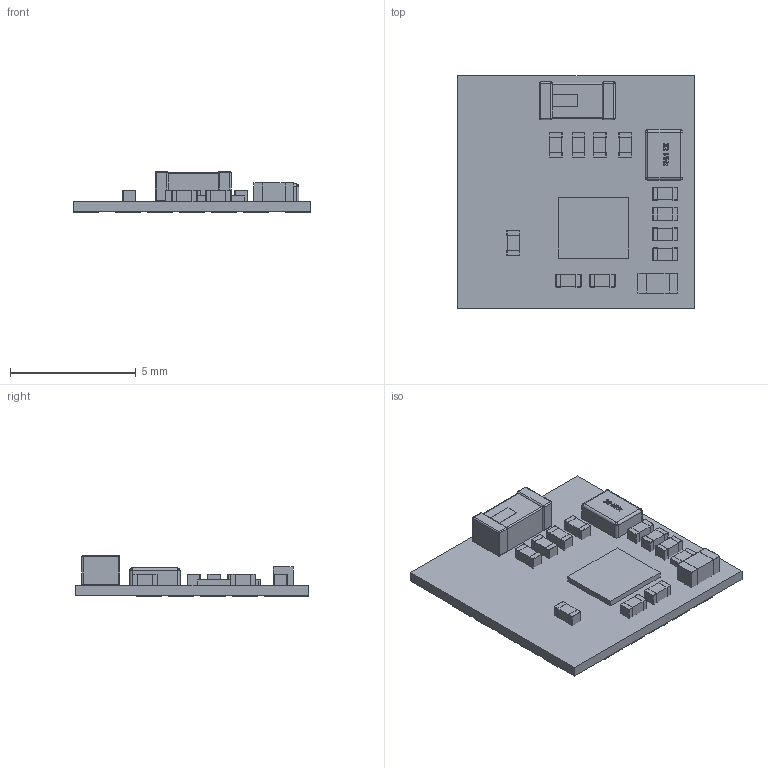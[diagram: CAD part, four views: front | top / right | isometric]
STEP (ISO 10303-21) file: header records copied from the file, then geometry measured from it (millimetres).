
FILE_DESCRIPTION(('FreeCAD Model'),'2;1');
FILE_NAME('Holyiot_TinyBLE_nRF52832.stp','2018-05-28T19:00:38',('Author'),(''), 'Open CASCADE STEP processor 6.8','FreeCAD','Unknown');
FILE_SCHEMA(('AUTOMOTIVE_DESIGN_CC2 { 1 2 10303 214 -1 1 5 4 }'));
Length unit declared in the file: millimetre
Products named in the file (22): ASSEMBLY; Cube; User_Library-Holyiot_TinyBLE_nRF52832_fixed_User_Library-SMD_CAPACITOR_
0603; User_Library-Holyiot_TinyBLE_nRF52832_fixed_User_Library-SMD_CAPACITOR_
0608; User_Library-Holyiot_TinyBLE_nRF52832_fixed_holyiot_pads004; User_Library-Holyiot_TinyBLE_nRF52832_fixed_holyiot_pads006; User_Library-Holyiot_TinyBLE_nRF52832_fixed_holyiot_pads; User_Library-Holyiot_TinyBLE_nRF52832_fixed_holyiot_pads007; User_Library-Holyiot_TinyBLE_nRF52832_fixed_holyiot_pads005; User_Library-Holyiot_TinyBLE_nRF52832_fixed_holyiot_pads001; User_Library-Holyiot_TinyBLE_nRF52832_fixed_holyiot_pads002; User_Library-Holyiot_TinyBLE_nRF52832_fixed_holyiot_pads003; User_Library-Holyiot_TinyBLE_nRF52832_fixed_holyiot_pads013; User_Library-Holyiot_TinyBLE_nRF52832_fixed_holyiot_pads011; User_Library-Holyiot_TinyBLE_nRF52832_fixed_holyiot_pads012; User_Library-Holyiot_TinyBLE_nRF52832_fixed_holyiot_pads010; User_Library-Holyiot_TinyBLE_nRF52832_fixed_Board; User_Library-Holyiot_TinyBLE_nRF52832_fixed_holyiot_pads008; User_Library-Holyiot_TinyBLE_nRF52832_fixed_holyiot_pads009; User_Library-Holyiot_TinyBLE_nRF52832_fixed_holyiot_pads014; User_Library-Holyiot_TinyBLE_nRF52832_fixed_antenna; User_Library-Holyiot_TinyBLE_nRF52832_fixed_32mhzVXCO
Assembly tree (31 placements, depth 2):
  ASSEMBLY
    Cube
    User_Library-Holyiot_TinyBLE_nRF52832_fixed_User_Library-SMD_CAPACITOR_
0603
    User_Library-Holyiot_TinyBLE_nRF52832_fixed_User_Library-SMD_CAPACITOR_
0608  x11
    User_Library-Holyiot_TinyBLE_nRF52832_fixed_holyiot_pads004
    User_Library-Holyiot_TinyBLE_nRF52832_fixed_holyiot_pads006
    User_Library-Holyiot_TinyBLE_nRF52832_fixed_holyiot_pads
    User_Library-Holyiot_TinyBLE_nRF52832_fixed_holyiot_pads007
    User_Library-Holyiot_TinyBLE_nRF52832_fixed_holyiot_pads005
    User_Library-Holyiot_TinyBLE_nRF52832_fixed_holyiot_pads001
    User_Library-Holyiot_TinyBLE_nRF52832_fixed_holyiot_pads002
    User_Library-Holyiot_TinyBLE_nRF52832_fixed_holyiot_pads003
    User_Library-Holyiot_TinyBLE_nRF52832_fixed_holyiot_pads013
    User_Library-Holyiot_TinyBLE_nRF52832_fixed_holyiot_pads011
    User_Library-Holyiot_TinyBLE_nRF52832_fixed_holyiot_pads012
    User_Library-Holyiot_TinyBLE_nRF52832_fixed_holyiot_pads010
    User_Library-Holyiot_TinyBLE_nRF52832_fixed_Board
    User_Library-Holyiot_TinyBLE_nRF52832_fixed_holyiot_pads008
    User_Library-Holyiot_TinyBLE_nRF52832_fixed_holyiot_pads009
    User_Library-Holyiot_TinyBLE_nRF52832_fixed_holyiot_pads014
    User_Library-Holyiot_TinyBLE_nRF52832_fixed_antenna
    User_Library-Holyiot_TinyBLE_nRF52832_fixed_32mhzVXCO
Bounding box: 9.4 x 9.25 x 1.64 mm (x, y, z)
Volume: 48.4 mm3; surface area: 299.9 mm2
Topology: 31 solids, 31 shells, 762 faces, 1825 edges, 1018 vertices
Faces by surface type: plane 370, cylinder 226, bspline 166
Entity records: 40059 total; most frequent: CARTESIAN_POINT 21221, DIRECTION 2557, ORIENTED_EDGE 1698, PCURVE 1698, DEFINITIONAL_REPRESENTATION 1698, LINE 1507, VECTOR 1507, EDGE_CURVE 849
